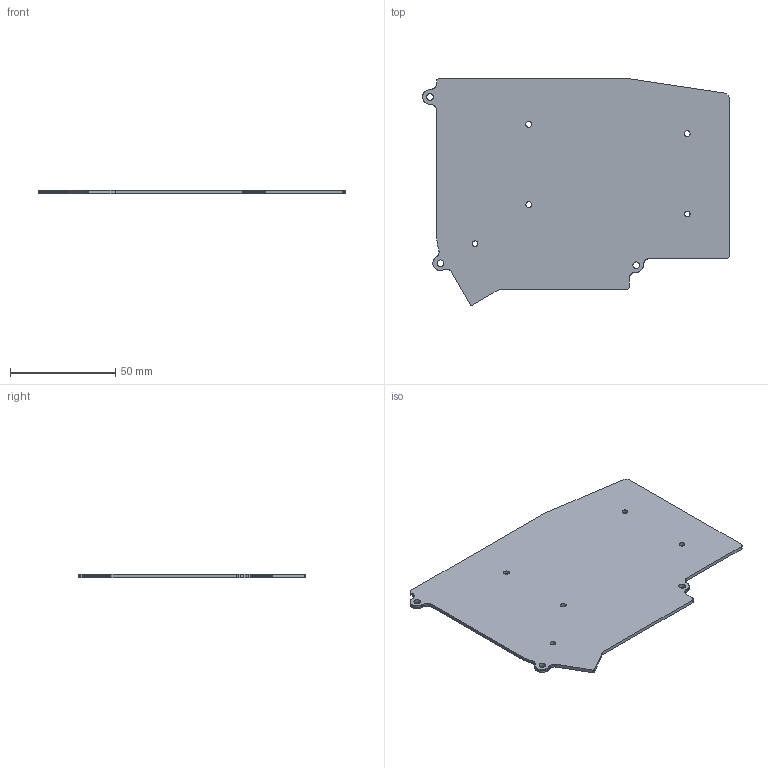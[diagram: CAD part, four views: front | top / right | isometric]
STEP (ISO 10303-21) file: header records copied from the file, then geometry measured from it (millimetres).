
FILE_DESCRIPTION(('KiCad electronic assembly'),'2;1');
FILE_NAME('FR4_Bottom_Plate_TENT.step','2023-08-06T13:31:48',('Pcbnew'), ('Kicad'),'Open CASCADE STEP processor 7.6','KiCad to STEP converter', 'Unknown');
FILE_SCHEMA(('AUTOMOTIVE_DESIGN { 1 0 10303 214 1 1 1 1 }'));
Length unit declared in the file: millimetre
Products named in the file (2): FR4_Bottom_Plate_TENT 1; _autosave-FR4_Bottom_Plate_TENT PCB
Assembly tree (1 placements, depth 2):
  FR4_Bottom_Plate_TENT 1
    _autosave-FR4_Bottom_Plate_TENT PCB
Bounding box: 145.73 x 107.73 x 1.6 mm (x, y, z)
Volume: 20934.8 mm3; surface area: 27047.8 mm2
Topology: 1 solids, 1 shells, 212 faces, 630 edges, 420 vertices
Faces by surface type: plane 204, cylinder 8
Full cylindrical faces by diameter (mm): 2.7 x5, 3.2 x3
Entity records: 15287 total; most frequent: CARTESIAN_POINT 2620, DIRECTION 2318, LINE 1858, VECTOR 1858, ORIENTED_EDGE 1260, PCURVE 1260, DEFINITIONAL_REPRESENTATION 1260, EDGE_CURVE 630
